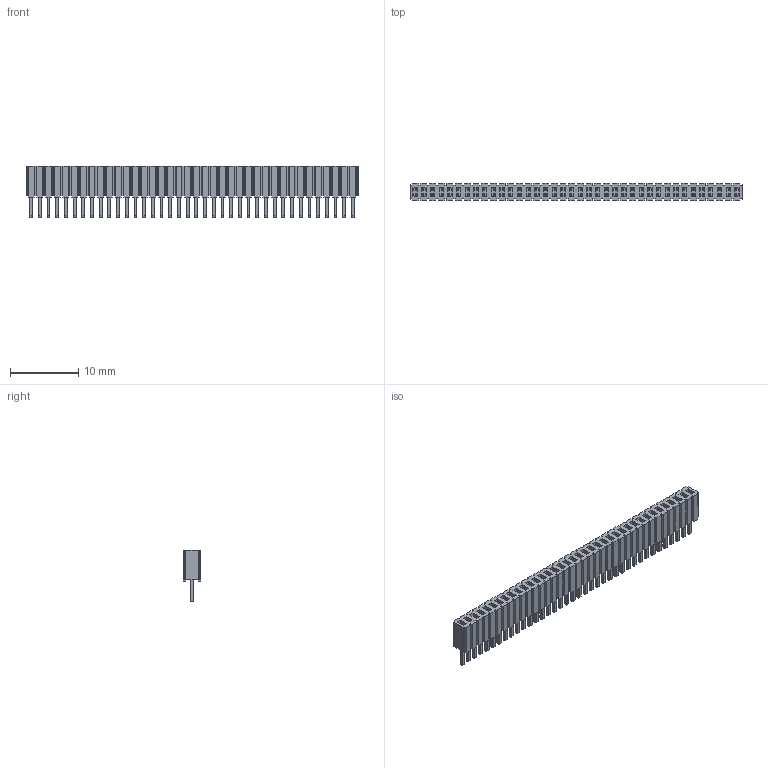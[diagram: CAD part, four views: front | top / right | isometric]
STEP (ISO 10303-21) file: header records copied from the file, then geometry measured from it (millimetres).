
FILE_DESCRIPTION(('FreeCAD Model'),'2;1');
FILE_NAME('Open CASCADE Shape Model','2025-01-08T13:25:08',(''),(''), 'Open CASCADE STEP processor 7.8','FreeCAD','Unknown');
FILE_SCHEMA(('AUTOMOTIVE_DESIGN { 1 0 10303 214 1 1 1 1 }'));
Length unit declared in the file: millimetre
Products named in the file (2): SLM-138-01-S_socket; C-29-01-38-S
Bounding box: 48.49 x 2.54 x 7.49 mm (x, y, z)
Volume: 462.9 mm3; surface area: 2101.8 mm2
Topology: 2 solids, 2 shells, 1384 faces, 3760 edges, 2456 vertices
Faces by surface type: plane 1346, cylinder 38
Entity records: 42584 total; most frequent: CARTESIAN_POINT 7601, ORIENTED_EDGE 7520, DIRECTION 6606, EDGE_CURVE 3760, LINE 3684, VECTOR 3684, VERTEX_POINT 2456, AXIS2_PLACEMENT_3D 1461
